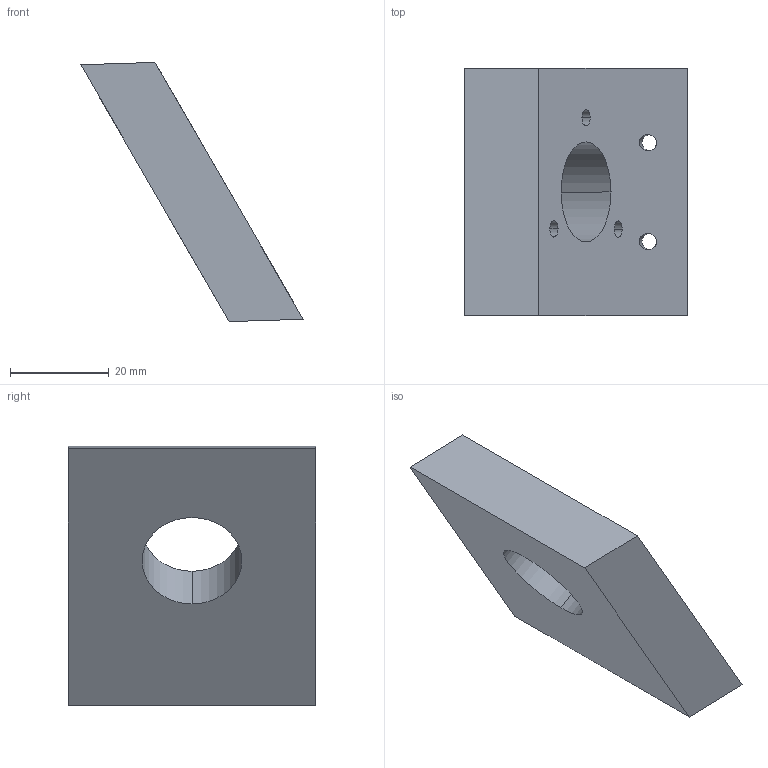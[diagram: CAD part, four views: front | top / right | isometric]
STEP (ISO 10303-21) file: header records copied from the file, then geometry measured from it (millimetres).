
FILE_DESCRIPTION (( 'STEP AP214' ), '1' );
FILE_NAME ('笢陑-嘐隅啣', '2023-11-01T03:04:16', ( '' ), ( '' ), 'SwSTEP 2.0', 'SolidWorks 2022', '' );
FILE_SCHEMA (( 'AUTOMOTIVE_DESIGN' ));
Length unit declared in the file: millimetre
Products named in the file (1): 中心-固定板
Bounding box: 44.99 x 50 x 52.44 mm (x, y, z)
Volume: 34921.4 mm3; surface area: 9840.1 mm2
Topology: 1 solids, 1 shells, 24 faces, 60 edges, 35 vertices
Faces by surface type: cylinder 12, cone 6, plane 6
Entity records: 830 total; most frequent: CARTESIAN_POINT 126, DIRECTION 120, ORIENTED_EDGE 108, EDGE_CURVE 54, AXIS2_PLACEMENT_3D 45, VERTEX_POINT 35, EDGE_LOOP 33, VECTOR 30
